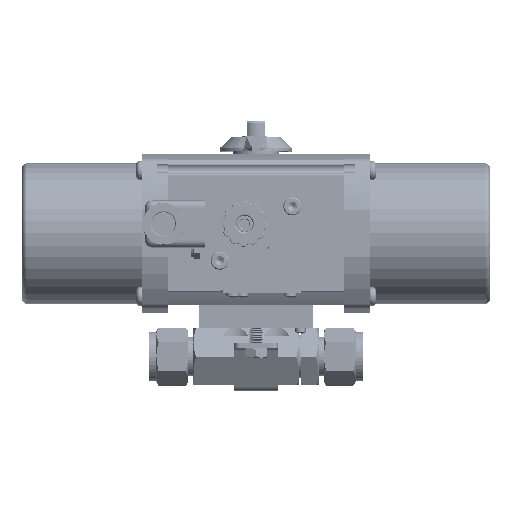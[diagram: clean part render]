
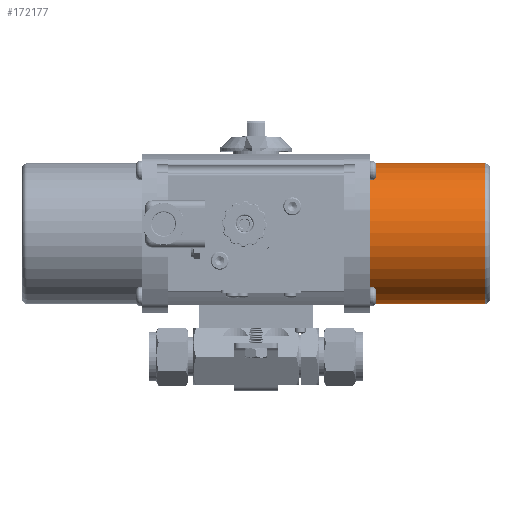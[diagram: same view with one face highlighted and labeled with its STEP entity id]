
A CAD part, top view. The second image highlights one B-rep face of the part: STEP entity #172177.
In plain terms, the highlighted cylindrical face has radius 30.963 mm (diameter 61.925 mm), a partial arc.
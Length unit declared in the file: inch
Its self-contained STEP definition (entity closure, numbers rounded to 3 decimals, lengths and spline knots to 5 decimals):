
#2294 = ORIENTED_EDGE ( 'NONE', *, *, #191802, .T. ) ;
#2569 = CARTESIAN_POINT ( 'NONE',  ( 3.9725, 3.355, 0. ) ) ;
#6659 = DIRECTION ( 'NONE',  ( -1., 0., 0. ) ) ;
#15197 = LINE ( 'NONE', #153648, #167271 ) ;
#15271 = ORIENTED_EDGE ( 'NONE', *, *, #103264, .F. ) ;
#20805 = CARTESIAN_POINT ( 'NONE',  ( 1.8575, 3.355, 0. ) ) ;
#29743 = LINE ( 'NONE', #112938, #74970 ) ;
#32160 = DIRECTION ( 'NONE',  ( -1., 0., 0. ) ) ;
#47610 = CARTESIAN_POINT ( 'NONE',  ( 1.7145, 2.136, 0. ) ) ;
#60806 = AXIS2_PLACEMENT_3D ( 'NONE', #47610, #62890, #138547 ) ;
#62890 = DIRECTION ( 'NONE',  ( -1., 0., 0. ) ) ;
#74476 = DIRECTION ( 'NONE',  ( 1., 0., 0. ) ) ;
#74598 = FACE_OUTER_BOUND ( 'NONE', #126464, .T. ) ;
#74970 = VECTOR ( 'NONE', #6659, 39.37008 ) ;
#77367 = CARTESIAN_POINT ( 'NONE',  ( 3.9725, 2.136, 0. ) ) ;
#84821 = CARTESIAN_POINT ( 'NONE',  ( 1.8575, 0.917, 0. ) ) ;
#92563 = DIRECTION ( 'NONE',  ( 0., -1., 0. ) ) ;
#93027 = AXIS2_PLACEMENT_3D ( 'NONE', #165362, #74476, #180714 ) ;
#103264 = EDGE_CURVE ( 'NONE', #139910, #165841, #29743, .T. ) ;
#107962 = ORIENTED_EDGE ( 'NONE', *, *, #112727, .T. ) ;
#112727 = EDGE_CURVE ( 'NONE', #139910, #153778, #118218, .T. ) ;
#112938 = CARTESIAN_POINT ( 'NONE',  ( 1.7145, 0.917, 0. ) ) ;
#117846 = EDGE_CURVE ( 'NONE', #172779, #165841, #181641, .T. ) ;
#118218 = CIRCLE ( 'NONE', #131685, 1.219 ) ;
#126464 = EDGE_LOOP ( 'NONE', ( #15271, #107962, #2294, #163808 ) ) ;
#131685 = AXIS2_PLACEMENT_3D ( 'NONE', #77367, #183616, #92563 ) ;
#138547 = DIRECTION ( 'NONE',  ( 0., 1., 0. ) ) ;
#139910 = VERTEX_POINT ( 'NONE', #183871 ) ;
#153648 = CARTESIAN_POINT ( 'NONE',  ( 1.7145, 3.355, 0. ) ) ;
#153778 = VERTEX_POINT ( 'NONE', #2569 ) ;
#163808 = ORIENTED_EDGE ( 'NONE', *, *, #117846, .T. ) ;
#165362 = CARTESIAN_POINT ( 'NONE',  ( 1.8575, 2.136, 0. ) ) ;
#165841 = VERTEX_POINT ( 'NONE', #84821 ) ;
#167271 = VECTOR ( 'NONE', #32160, 39.37008 ) ;
#172177 = ADVANCED_FACE ( 'NONE', ( #74598 ), #186265, .T. ) ;
#172779 = VERTEX_POINT ( 'NONE', #20805 ) ;
#180714 = DIRECTION ( 'NONE',  ( 0., -1., 0. ) ) ;
#181641 = CIRCLE ( 'NONE', #93027, 1.219 ) ;
#183616 = DIRECTION ( 'NONE',  ( -1., 0., 0. ) ) ;
#183871 = CARTESIAN_POINT ( 'NONE',  ( 3.9725, 0.917, 0. ) ) ;
#186265 = CYLINDRICAL_SURFACE ( 'NONE', #60806, 1.219 ) ;
#191802 = EDGE_CURVE ( 'NONE', #153778, #172779, #15197, .T. ) ;
